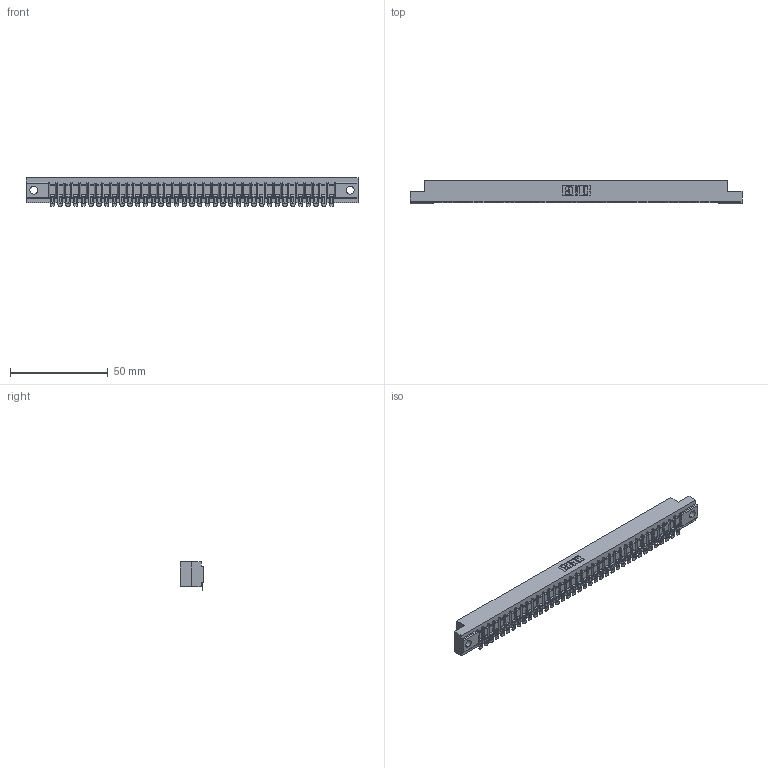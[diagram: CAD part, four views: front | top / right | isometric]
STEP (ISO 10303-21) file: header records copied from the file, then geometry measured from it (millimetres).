
FILE_DESCRIPTION (( 'STEP AP203' ), '1' );
FILE_NAME ('357-037-454-104.STEP', '2020-10-02T19:46:27', ( '' ), ( '' ), 'SwSTEP 2.0', 'SolidWorks 2020', '' );
FILE_SCHEMA (( 'CONFIG_CONTROL_DESIGN' ));
Length unit declared in the file: inch
Products named in the file (3): 307-290-002_554; 357-037-454-104; 307 Part_.156 Dia Mounting Holes
Assembly tree (38 placements, depth 2):
  357-037-454-104
    307 Part_.156 Dia Mounting Holes
    307-290-002_554  x37
Bounding box: 169.62 x 12.01 x 14.52 mm (x, y, z)
Volume: 18021.7 mm3; surface area: 22528.6 mm2
Topology: 38 solids, 38 shells, 3167 faces, 9720 edges, 6376 vertices
Faces by surface type: plane 1786, cylinder 1305, sphere 76
Entity records: 33719 total; most frequent: CARTESIAN_POINT 5692, ORIENTED_EDGE 5680, DIRECTION 5530, EDGE_CURVE 2840, VECTOR 2174, LINE 2174, VERTEX_POINT 1840, AXIS2_PLACEMENT_3D 1678
